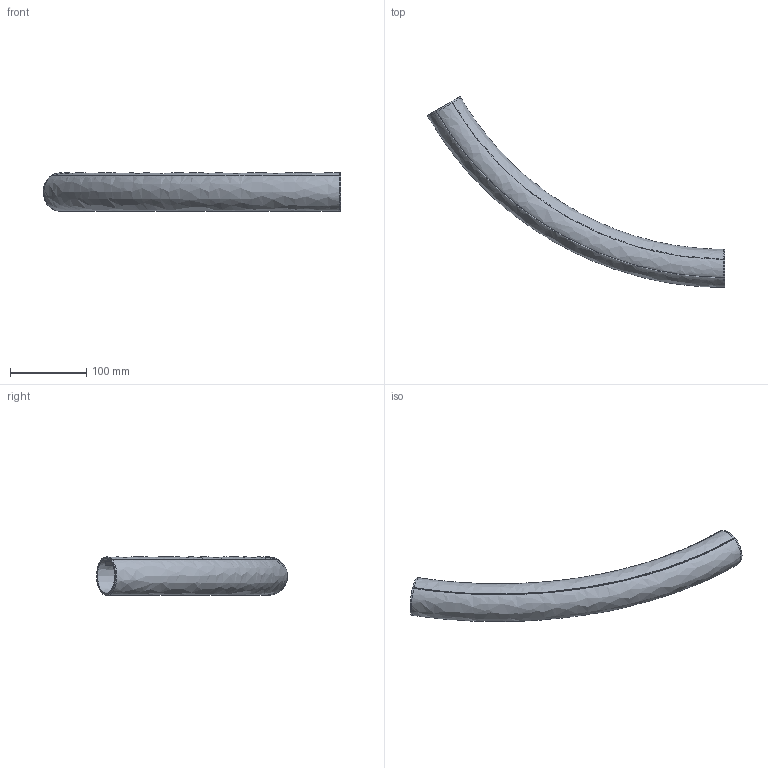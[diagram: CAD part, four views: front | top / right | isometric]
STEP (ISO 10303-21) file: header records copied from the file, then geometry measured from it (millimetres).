
FILE_DESCRIPTION(/* description */ (''),/* implementation_level */ '2;1');
FILE_NAME(/* name */ 'AoL-System-Suspension-Curve-60-Intermediate',/* time_stamp */ '2019-09-25T18:07:02+02:00',/* author */ (''),/* organization */ (''),/* preprocessor_version */ 'ST-DEVELOPER v15',/* originating_system */ '',/* authorisation */ '');
FILE_SCHEMA (('AUTOMOTIVE_DESIGN'));
Length unit declared in the file: millimetre
Products named in the file (1): Document
Bounding box: 389.68 x 249.98 x 50 mm (x, y, z)
Volume: 206755.7 mm3; surface area: 159250.9 mm2
Topology: 2 solids, 2 shells, 42 faces, 104 edges, 66 vertices
Faces by surface type: bspline 38, plane 4
Entity records: 1926 total; most frequent: CARTESIAN_POINT 1358, ORIENTED_EDGE 208, EDGE_CURVE 104, VERTEX_POINT 66, EDGE_LOOP 44, ADVANCED_FACE 42, FACE_OUTER_BOUND 42, B_SPLINE_CURVE_WITH_KNOTS 15
